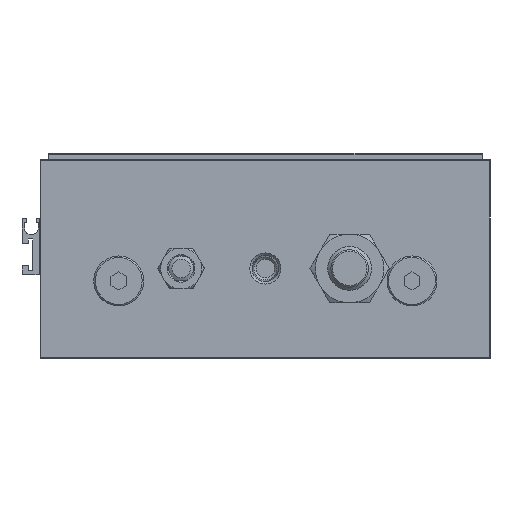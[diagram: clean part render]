
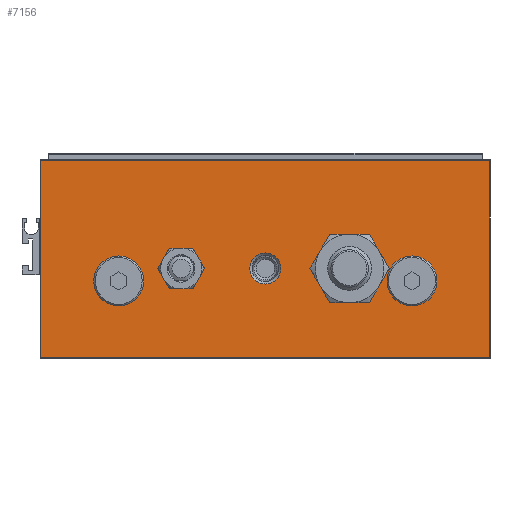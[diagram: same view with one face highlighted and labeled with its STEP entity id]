
A CAD part, left-side view. The second image highlights one B-rep face of the part: STEP entity #7156.
In plain terms, the highlighted planar face has unit normal (-1, 0, 0).
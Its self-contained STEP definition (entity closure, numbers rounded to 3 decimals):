
#2716=CARTESIAN_POINT('',(-20.,0.,-41.983));
#2717=VERTEX_POINT('Vertex783',#2716);
#2718=CARTESIAN_POINT('',(-20.,0.,-32.017));
#2719=VERTEX_POINT('Vertex144',#2718);
#2720=CARTESIAN_POINT('',(-20.,0.,-37.));
#2721=DIRECTION('',(-1.,0.,0.));
#2722=DIRECTION('',(0.,0.,-1.));
#2723=AXIS2_PLACEMENT_3D('',#2720,#2721,#2722);
#2724=CIRCLE('nurbsCrv1551',#2723,4.983);
#2725=EDGE_CURVE('Edge1179',#2717,#2719,#2724,.T.);
#2727=CARTESIAN_POINT('',(-20.,0.,-37.));
#2728=DIRECTION('',(-1.,0.,0.));
#2729=DIRECTION('',(0.,0.,1.));
#2730=AXIS2_PLACEMENT_3D('',#2727,#2728,#2729);
#2731=CIRCLE('nurbsCrv1550',#2730,4.983);
#2732=EDGE_CURVE('Edge1178',#2719,#2717,#2731,.T.);
#5629=CARTESIAN_POINT('',(-20.,-39.,-41.));
#5630=VERTEX_POINT('Vertex318',#5629);
#5631=CARTESIAN_POINT('',(-20.,-47.,-41.));
#5632=DIRECTION('',(1.,0.,0.));
#5633=DIRECTION('',(0.,1.,0.));
#5634=AXIS2_PLACEMENT_3D('',#5631,#5632,#5633);
#5635=CIRCLE('nurbsCrv414',#5634,8.);
#5636=EDGE_CURVE('Edge414',#5630,#5630,#5635,.T.);
#5650=CARTESIAN_POINT('',(-20.,55.,-41.));
#5651=VERTEX_POINT('Vertex319',#5650);
#5652=CARTESIAN_POINT('',(-20.,47.,-41.));
#5653=DIRECTION('',(1.,0.,0.));
#5654=DIRECTION('',(0.,1.,0.));
#5655=AXIS2_PLACEMENT_3D('',#5652,#5653,#5654);
#5656=CIRCLE('nurbsCrv415',#5655,8.);
#5657=EDGE_CURVE('Edge415',#5651,#5651,#5656,.T.);
#6873=CARTESIAN_POINT('',(-20.,-33.353,-25.997));
#6874=VERTEX_POINT('Vertex372',#6873);
#6882=CARTESIAN_POINT('',(-20.,-39.705,-37.));
#6883=VERTEX_POINT('Vertex373',#6882);
#6890=CARTESIAN_POINT('',(-20.,-36.529,-31.499));
#6891=DIRECTION('',(0.,-0.5,-0.866));
#6892=VECTOR('',#6891,1.);
#6893=LINE('nurbsCrv492',#6890,#6892);
#6894=EDGE_CURVE('Edge492',#6874,#6883,#6893,.T.);
#6904=CARTESIAN_POINT('',(-20.,-20.648,-25.997));
#6905=VERTEX_POINT('Vertex374',#6904);
#6915=CARTESIAN_POINT('',(-20.,-27.,-25.997));
#6916=DIRECTION('',(0.,-1.,0.));
#6917=VECTOR('',#6916,1.);
#6918=LINE('nurbsCrv494',#6915,#6917);
#6919=EDGE_CURVE('Edge494',#6905,#6874,#6918,.T.);
#6931=CARTESIAN_POINT('',(-20.,-33.353,-48.003
));
#6932=VERTEX_POINT('Vertex375',#6931);
#6939=CARTESIAN_POINT('',(-20.,-36.529,-42.501
));
#6940=DIRECTION('',(0.,0.5,-0.866)
);
#6941=VECTOR('',#6940,1.);
#6942=LINE('nurbsCrv496',#6939,#6941);
#6943=EDGE_CURVE('Edge496',#6883,#6932,#6942,.T.);
#6953=CARTESIAN_POINT('',(-20.,-20.648,-48.003
));
#6954=VERTEX_POINT('Vertex376',#6953);
#6962=CARTESIAN_POINT('',(-20.,-14.295,-37.));
#6963=VERTEX_POINT('Vertex377',#6962);
#6970=CARTESIAN_POINT('',(-20.,-17.471,-42.501
));
#6971=DIRECTION('',(0.,0.5,0.866)
);
#6972=VECTOR('',#6971,1.);
#6973=LINE('nurbsCrv499',#6970,#6972);
#6974=EDGE_CURVE('Edge499',#6954,#6963,#6973,.T.);
#6987=CARTESIAN_POINT('',(-20.,-17.471,-31.499));
#6988=DIRECTION('',(0.,-0.5,0.866));
#6989=VECTOR('',#6988,1.);
#6990=LINE('nurbsCrv500',#6987,#6989);
#6991=EDGE_CURVE('Edge500',#6963,#6905,#6990,.T.);
#7005=CARTESIAN_POINT('',(-20.,-27.,-48.003
));
#7006=DIRECTION('',(0.,1.,0.));
#7007=VECTOR('',#7006,1.);
#7008=LINE('nurbsCrv501',#7005,#7007);
#7009=EDGE_CURVE('Edge501',#6932,#6954,#7008,.T.);
#7049=CARTESIAN_POINT('',(-20.,72.,-2.5));
#7050=VERTEX_POINT('Vertex386',#7049);
#7051=CARTESIAN_POINT('',(-20.,72.,-65.5));
#7052=VERTEX_POINT('Vertex385',#7051);
#7053=CARTESIAN_POINT('',(-20.,72.,-34.));
#7054=DIRECTION('',(0.,0.,-1.));
#7055=VECTOR('',#7054,1.);
#7056=LINE('nurbsCrv509',#7053,#7055);
#7057=EDGE_CURVE('Edge509',#7050,#7052,#7056,.T.);
#7058=ORIENTED_EDGE('Edgeuse885',*,*,#7057,.T.);
#7059=CARTESIAN_POINT('',(-20.,-72.,-65.5));
#7060=VERTEX_POINT('Vertex387',#7059);
#7061=CARTESIAN_POINT('',(-20.,0.,-65.5));
#7062=DIRECTION('',(0.,1.,0.));
#7063=VECTOR('',#7062,1.);
#7064=LINE('nurbsCrv510',#7061,#7063);
#7065=EDGE_CURVE('Edge510',#7060,#7052,#7064,.T.);
#7066=ORIENTED_EDGE('Edgeuse886',*,*,#7065,.F.);
#7067=CARTESIAN_POINT('',(-20.,-72.,-2.5));
#7068=VERTEX_POINT('Vertex388',#7067);
#7069=CARTESIAN_POINT('',(-20.,-72.,-34.));
#7070=DIRECTION('',(0.,0.,1.));
#7071=VECTOR('',#7070,1.);
#7072=LINE('nurbsCrv511',#7069,#7071);
#7073=EDGE_CURVE('Edge511',#7060,#7068,#7072,.T.);
#7074=ORIENTED_EDGE('Edgeuse887',*,*,#7073,.T.);
#7075=CARTESIAN_POINT('',(-20.,0.,-2.5));
#7076=DIRECTION('',(0.,1.,0.));
#7077=VECTOR('',#7076,1.);
#7078=LINE('nurbsCrv512',#7075,#7077);
#7079=EDGE_CURVE('Edge512',#7068,#7050,#7078,.T.);
#7080=ORIENTED_EDGE('Edgeuse888',*,*,#7079,.T.);
#7081=EDGE_LOOP('',(#7058,#7066,#7074,#7080));
#7082=FACE_OUTER_BOUND('',#7081,.T.);
#7083=ORIENTED_EDGE('Edgeuse889',*,*,#5636,.T.);
#7084=EDGE_LOOP('',(#7083));
#7085=FACE_BOUND('',#7084,.T.);
#7086=ORIENTED_EDGE('Edgeuse890',*,*,#5657,.T.);
#7087=EDGE_LOOP('',(#7086));
#7088=FACE_BOUND('',#7087,.T.);
#7089=ORIENTED_EDGE('Edgeuse2358',*,*,#2725,.F.);
#7090=ORIENTED_EDGE('Edgeuse2356',*,*,#2732,.F.);
#7091=EDGE_LOOP('',(#7089,#7090));
#7092=FACE_BOUND('',#7091,.T.);
#7093=ORIENTED_EDGE('Edgeuse892',*,*,#6943,.T.);
#7094=ORIENTED_EDGE('Edgeuse893',*,*,#7009,.T.);
#7095=ORIENTED_EDGE('Edgeuse894',*,*,#6974,.T.);
#7096=ORIENTED_EDGE('Edgeuse895',*,*,#6991,.T.);
#7097=ORIENTED_EDGE('Edgeuse896',*,*,#6919,.T.);
#7098=ORIENTED_EDGE('Edgeuse897',*,*,#6894,.T.);
#7099=EDGE_LOOP('',(#7093,#7094,#7095,#7096,#7097,#7098));
#7100=FACE_BOUND('',#7099,.T.);
#7101=CARTESIAN_POINT('',(-20.,19.494,-37.));
#7102=VERTEX_POINT('Vertex380',#7101);
#7103=CARTESIAN_POINT('',(-20.,23.247,-43.5));
#7104=VERTEX_POINT('Vertex379',#7103);
#7105=CARTESIAN_POINT('',(-20.,21.371,-40.25));
#7106=DIRECTION('',(0.,0.5,-0.866));
#7107=VECTOR('',#7106,1.);
#7108=LINE('nurbsCrv503',#7105,#7107);
#7109=EDGE_CURVE('Edge503',#7102,#7104,#7108,.T.);
#7110=ORIENTED_EDGE('Edgeuse879',*,*,#7109,.T.);
#7111=CARTESIAN_POINT('',(-20.,30.753,-43.5));
#7112=VERTEX_POINT('Vertex381',#7111);
#7113=CARTESIAN_POINT('',(-20.,27.,-43.5));
#7114=DIRECTION('',(0.,1.,0.));
#7115=VECTOR('',#7114,1.);
#7116=LINE('nurbsCrv504',#7113,#7115);
#7117=EDGE_CURVE('Edge504',#7104,#7112,#7116,.T.);
#7118=ORIENTED_EDGE('Edgeuse880',*,*,#7117,.T.);
#7119=CARTESIAN_POINT('',(-20.,34.506,-37.));
#7120=VERTEX_POINT('Vertex382',#7119);
#7121=CARTESIAN_POINT('',(-20.,32.629,-40.25));
#7122=DIRECTION('',(0.,0.5,0.866));
#7123=VECTOR('',#7122,1.);
#7124=LINE('nurbsCrv505',#7121,#7123);
#7125=EDGE_CURVE('Edge505',#7112,#7120,#7124,.T.);
#7126=ORIENTED_EDGE('Edgeuse881',*,*,#7125,.T.);
#7127=CARTESIAN_POINT('',(-20.,30.753,-30.5));
#7128=VERTEX_POINT('Vertex383',#7127);
#7129=CARTESIAN_POINT('',(-20.,32.629,-33.75));
#7130=DIRECTION('',(0.,-0.5,0.866));
#7131=VECTOR('',#7130,1.);
#7132=LINE('nurbsCrv506',#7129,#7131);
#7133=EDGE_CURVE('Edge506',#7120,#7128,#7132,.T.);
#7134=ORIENTED_EDGE('Edgeuse882',*,*,#7133,.T.);
#7135=CARTESIAN_POINT('',(-20.,23.247,-30.5));
#7136=VERTEX_POINT('Vertex384',#7135);
#7137=CARTESIAN_POINT('',(-20.,27.,-30.5));
#7138=DIRECTION('',(0.,-1.,0.));
#7139=VECTOR('',#7138,1.);
#7140=LINE('nurbsCrv507',#7137,#7139);
#7141=EDGE_CURVE('Edge507',#7128,#7136,#7140,.T.);
#7142=ORIENTED_EDGE('Edgeuse883',*,*,#7141,.T.);
#7143=CARTESIAN_POINT('',(-20.,21.371,-33.75));
#7144=DIRECTION('',(0.,-0.5,-0.866));
#7145=VECTOR('',#7144,1.);
#7146=LINE('nurbsCrv508',#7143,#7145);
#7147=EDGE_CURVE('Edge508',#7136,#7102,#7146,.T.);
#7148=ORIENTED_EDGE('Edgeuse884',*,*,#7147,.T.);
#7149=EDGE_LOOP('',(#7110,#7118,#7126,#7134,#7142,#7148));
#7150=FACE_BOUND('',#7149,.T.);
#7151=CARTESIAN_POINT('',(-20.,0.,-34.));
#7152=DIRECTION('',(-1.,0.,0.));
#7153=DIRECTION('',(0.,0.,1.));
#7154=AXIS2_PLACEMENT_3D('',#7151,#7152,#7153);
#7155=PLANE('nurbsSrf217',#7154);
#7156=ADVANCED_FACE('Face217',(#7082,#7085,#7088,#7092,#7100,#7150),#7155,.T.);
